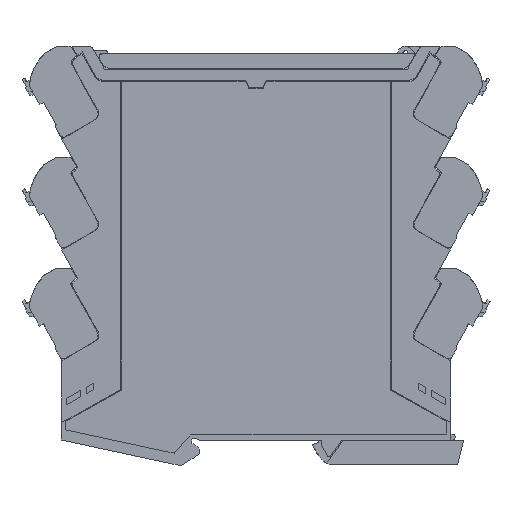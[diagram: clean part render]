
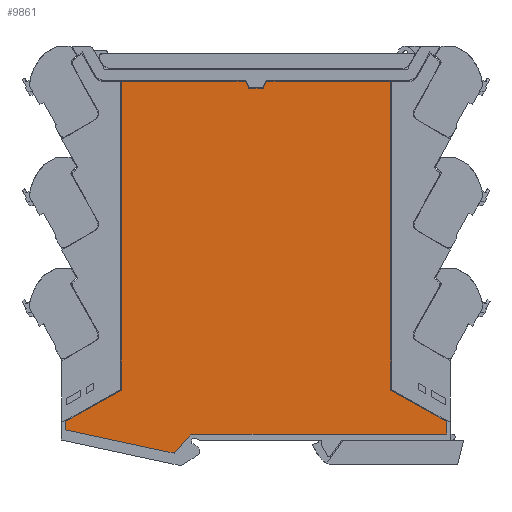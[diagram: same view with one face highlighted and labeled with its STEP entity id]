
A CAD part, left-side view. The second image highlights one B-rep face of the part: STEP entity #9861.
In plain terms, the highlighted planar face has unit normal (-1, 0, 0).
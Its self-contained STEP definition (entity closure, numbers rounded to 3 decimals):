
#9839=AXIS2_PLACEMENT_3D('Plane Axis2P3D',#9836,#9837,#9838) ;
#7264=CARTESIAN_POINT('Vertex',(0.,100.196,20.571)) ;
#7267=CARTESIAN_POINT('Line Origine',(0.,100.196,62.547)) ;
#7271=CARTESIAN_POINT('Vertex',(0.,100.196,104.524)) ;
#7287=CARTESIAN_POINT('Line Origine',(0.,68.177,104.524)) ;
#7291=CARTESIAN_POINT('Vertex',(0.,66.427,104.524)) ;
#7293=CARTESIAN_POINT('Vertex',(0.,69.927,104.524)) ;
#7301=CARTESIAN_POINT('Line Origine',(0.,85.062,104.524)) ;
#7320=CARTESIAN_POINT('Line Origine',(0.,65.984,103.574)) ;
#7324=CARTESIAN_POINT('Vertex',(0.,65.541,102.624)) ;
#7349=CARTESIAN_POINT('Vertex',(0.,61.651,102.624)) ;
#7352=CARTESIAN_POINT('Line Origine',(0.,63.596,102.624)) ;
#7370=CARTESIAN_POINT('Line Origine',(0.,61.208,103.574)) ;
#7374=CARTESIAN_POINT('Vertex',(0.,60.765,104.524)) ;
#7390=CARTESIAN_POINT('Line Origine',(0.,59.015,104.524)) ;
#7394=CARTESIAN_POINT('Vertex',(0.,57.265,104.524)) ;
#7397=CARTESIAN_POINT('Line Origine',(0.,42.131,104.524)) ;
#7401=CARTESIAN_POINT('Vertex',(0.,26.996,104.524)) ;
#7423=CARTESIAN_POINT('Line Origine',(0.,26.996,62.547)) ;
#7427=CARTESIAN_POINT('Vertex',(0.,26.996,20.571)) ;
#7448=CARTESIAN_POINT('Line Origine',(0.,19.38,16.305)) ;
#7452=CARTESIAN_POINT('Vertex',(0.,11.764,12.04)) ;
#7473=CARTESIAN_POINT('Line Origine',(0.,11.764,10.332)) ;
#7477=CARTESIAN_POINT('Vertex',(0.,11.764,8.624)) ;
#7498=CARTESIAN_POINT('Line Origine',(0.,46.543,8.624)) ;
#7502=CARTESIAN_POINT('Vertex',(0.,81.323,8.624)) ;
#7518=CARTESIAN_POINT('Line Origine',(0.,83.838,5.745)) ;
#7522=CARTESIAN_POINT('Vertex',(0.,85.876,3.413)) ;
#7524=CARTESIAN_POINT('Vertex',(0.,81.801,8.077)) ;
#7532=CARTESIAN_POINT('Line Origine',(0.,81.56,8.353)) ;
#7536=CARTESIAN_POINT('Vertex',(0.,81.796,8.082)) ;
#7539=CARTESIAN_POINT('Line Origine',(0.,81.799,8.079)) ;
#7561=CARTESIAN_POINT('Line Origine',(0.,100.652,6.592)) ;
#7565=CARTESIAN_POINT('Vertex',(0.,115.428,9.771)) ;
#7586=CARTESIAN_POINT('Line Origine',(0.,115.428,10.906)) ;
#7590=CARTESIAN_POINT('Vertex',(0.,115.428,12.04)) ;
#7611=CARTESIAN_POINT('Line Origine',(0.,107.812,16.305)) ;
#9836=CARTESIAN_POINT('Axis2P3D Location',(0.,63.596,7.024)) ;
#7268=DIRECTION('Vector Direction',(0.,0.,-1.)) ;
#7288=DIRECTION('Vector Direction',(0.,1.,0.)) ;
#7302=DIRECTION('Vector Direction',(0.,1.,0.)) ;
#7321=DIRECTION('Vector Direction',(0.,0.423,0.906)) ;
#7353=DIRECTION('Vector Direction',(0.,1.,0.)) ;
#7371=DIRECTION('Vector Direction',(0.,-0.423,0.906)) ;
#7391=DIRECTION('Vector Direction',(0.,1.,0.)) ;
#7398=DIRECTION('Vector Direction',(0.,1.,0.)) ;
#7424=DIRECTION('Vector Direction',(0.,0.,1.)) ;
#7449=DIRECTION('Vector Direction',(0.,0.872,0.489)) ;
#7474=DIRECTION('Vector Direction',(0.,0.,1.)) ;
#7499=DIRECTION('Vector Direction',(0.,1.,0.)) ;
#7519=DIRECTION('Vector Direction',(0.,-0.658,0.753)) ;
#7533=DIRECTION('Vector Direction',(0.,-0.658,0.753)) ;
#7540=DIRECTION('Vector Direction',(0.,-0.658,0.753)) ;
#7562=DIRECTION('Vector Direction',(0.,-0.978,-0.21)) ;
#7587=DIRECTION('Vector Direction',(0.,0.,-1.)) ;
#7612=DIRECTION('Vector Direction',(0.,0.872,-0.489)) ;
#9837=DIRECTION('Axis2P3D Direction',(-1.,0.,0.)) ;
#9838=DIRECTION('Axis2P3D XDirection',(0.,1.,0.)) ;
#7269=VECTOR('Line Direction',#7268,1.) ;
#7289=VECTOR('Line Direction',#7288,1.) ;
#7303=VECTOR('Line Direction',#7302,1.) ;
#7322=VECTOR('Line Direction',#7321,1.) ;
#7354=VECTOR('Line Direction',#7353,1.) ;
#7372=VECTOR('Line Direction',#7371,1.) ;
#7392=VECTOR('Line Direction',#7391,1.) ;
#7399=VECTOR('Line Direction',#7398,1.) ;
#7425=VECTOR('Line Direction',#7424,1.) ;
#7450=VECTOR('Line Direction',#7449,1.) ;
#7475=VECTOR('Line Direction',#7474,1.) ;
#7500=VECTOR('Line Direction',#7499,1.) ;
#7520=VECTOR('Line Direction',#7519,1.) ;
#7534=VECTOR('Line Direction',#7533,1.) ;
#7541=VECTOR('Line Direction',#7540,1.) ;
#7563=VECTOR('Line Direction',#7562,1.) ;
#7588=VECTOR('Line Direction',#7587,1.) ;
#7613=VECTOR('Line Direction',#7612,1.) ;
#9842=ORIENTED_EDGE('',*,*,#7526,.T.) ;
#9843=ORIENTED_EDGE('',*,*,#7543,.T.) ;
#9844=ORIENTED_EDGE('',*,*,#7538,.T.) ;
#9845=ORIENTED_EDGE('',*,*,#7504,.T.) ;
#9846=ORIENTED_EDGE('',*,*,#7479,.T.) ;
#9847=ORIENTED_EDGE('',*,*,#7454,.T.) ;
#9848=ORIENTED_EDGE('',*,*,#7429,.T.) ;
#9849=ORIENTED_EDGE('',*,*,#7403,.T.) ;
#9850=ORIENTED_EDGE('',*,*,#7396,.T.) ;
#9851=ORIENTED_EDGE('',*,*,#7376,.T.) ;
#9852=ORIENTED_EDGE('',*,*,#7356,.T.) ;
#9853=ORIENTED_EDGE('',*,*,#7326,.T.) ;
#9854=ORIENTED_EDGE('',*,*,#7295,.T.) ;
#9855=ORIENTED_EDGE('',*,*,#7305,.T.) ;
#9856=ORIENTED_EDGE('',*,*,#7273,.T.) ;
#9857=ORIENTED_EDGE('',*,*,#7615,.T.) ;
#9858=ORIENTED_EDGE('',*,*,#7592,.T.) ;
#9859=ORIENTED_EDGE('',*,*,#7567,.T.) ;
#9861=ADVANCED_FACE('GEHAEUSE',(#9860),#9840,.T.) ;
#7273=EDGE_CURVE('',#7272,#7265,#7270,.T.) ;
#7295=EDGE_CURVE('',#7292,#7294,#7290,.T.) ;
#7305=EDGE_CURVE('',#7294,#7272,#7304,.T.) ;
#7326=EDGE_CURVE('',#7325,#7292,#7323,.T.) ;
#7356=EDGE_CURVE('',#7350,#7325,#7355,.T.) ;
#7376=EDGE_CURVE('',#7375,#7350,#7373,.F.) ;
#7396=EDGE_CURVE('',#7395,#7375,#7393,.T.) ;
#7403=EDGE_CURVE('',#7402,#7395,#7400,.T.) ;
#7429=EDGE_CURVE('',#7428,#7402,#7426,.T.) ;
#7454=EDGE_CURVE('',#7453,#7428,#7451,.T.) ;
#7479=EDGE_CURVE('',#7478,#7453,#7476,.T.) ;
#7504=EDGE_CURVE('',#7503,#7478,#7501,.F.) ;
#7526=EDGE_CURVE('',#7523,#7525,#7521,.T.) ;
#7538=EDGE_CURVE('',#7537,#7503,#7535,.T.) ;
#7543=EDGE_CURVE('',#7525,#7537,#7542,.T.) ;
#7567=EDGE_CURVE('',#7566,#7523,#7564,.T.) ;
#7592=EDGE_CURVE('',#7591,#7566,#7589,.T.) ;
#7615=EDGE_CURVE('',#7265,#7591,#7614,.T.) ;
#9841=EDGE_LOOP('',(#9842,#9843,#9844,#9845,#9846,#9847,#9848,#9849,#9850,#9851,#9852,#9853,#9854,#9855,#9856,#9857,#9858,#9859)) ;
#9860=FACE_OUTER_BOUND('',#9841,.T.) ;
#7270=LINE('Line',#7267,#7269) ;
#7290=LINE('Line',#7287,#7289) ;
#7304=LINE('Line',#7301,#7303) ;
#7323=LINE('Line',#7320,#7322) ;
#7355=LINE('Line',#7352,#7354) ;
#7373=LINE('Line',#7370,#7372) ;
#7393=LINE('Line',#7390,#7392) ;
#7400=LINE('Line',#7397,#7399) ;
#7426=LINE('Line',#7423,#7425) ;
#7451=LINE('Line',#7448,#7450) ;
#7476=LINE('Line',#7473,#7475) ;
#7501=LINE('Line',#7498,#7500) ;
#7521=LINE('Line',#7518,#7520) ;
#7535=LINE('Line',#7532,#7534) ;
#7542=LINE('Line',#7539,#7541) ;
#7564=LINE('Line',#7561,#7563) ;
#7589=LINE('Line',#7586,#7588) ;
#7614=LINE('Line',#7611,#7613) ;
#9840=PLANE('',#9839) ;
#7265=VERTEX_POINT('',#7264) ;
#7272=VERTEX_POINT('',#7271) ;
#7292=VERTEX_POINT('',#7291) ;
#7294=VERTEX_POINT('',#7293) ;
#7325=VERTEX_POINT('',#7324) ;
#7350=VERTEX_POINT('',#7349) ;
#7375=VERTEX_POINT('',#7374) ;
#7395=VERTEX_POINT('',#7394) ;
#7402=VERTEX_POINT('',#7401) ;
#7428=VERTEX_POINT('',#7427) ;
#7453=VERTEX_POINT('',#7452) ;
#7478=VERTEX_POINT('',#7477) ;
#7503=VERTEX_POINT('',#7502) ;
#7523=VERTEX_POINT('',#7522) ;
#7525=VERTEX_POINT('',#7524) ;
#7537=VERTEX_POINT('',#7536) ;
#7566=VERTEX_POINT('',#7565) ;
#7591=VERTEX_POINT('',#7590) ;
